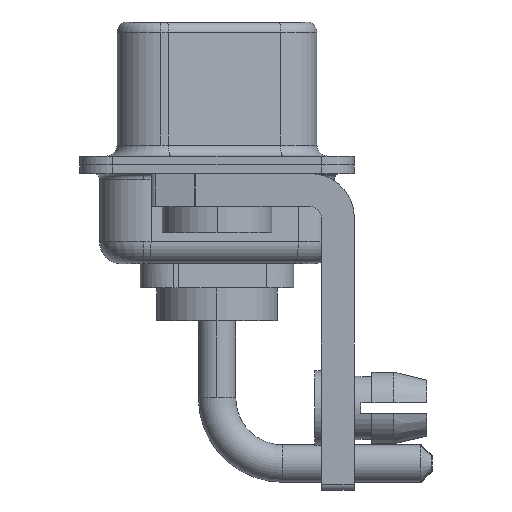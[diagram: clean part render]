
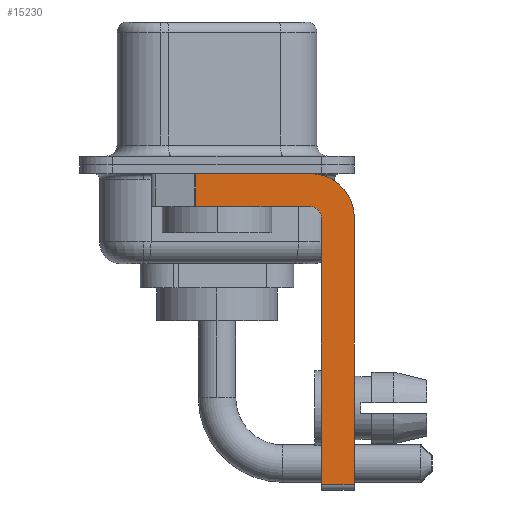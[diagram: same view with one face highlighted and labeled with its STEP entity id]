
A CAD part, left-side view. The second image highlights one B-rep face of the part: STEP entity #15230.
In plain terms, the highlighted planar face has unit normal (-1, 0, 0).
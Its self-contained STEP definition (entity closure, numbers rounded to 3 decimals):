
#599 = CARTESIAN_POINT ( 'NONE',  ( -2.9, 0.978, -0.4 ) ) ;
#988 = EDGE_CURVE ( 'NONE', #9324, #9703, #15175, .T. ) ;
#1193 = CARTESIAN_POINT ( 'NONE',  ( -2.9, 3., -0.4 ) ) ;
#1384 = ORIENTED_EDGE ( 'NONE', *, *, #13337, .T. ) ;
#1527 = VECTOR ( 'NONE', #14202, 1000. ) ;
#1583 = VERTEX_POINT ( 'NONE', #7354 ) ;
#1613 = VECTOR ( 'NONE', #2556, 1000. ) ;
#1828 = EDGE_CURVE ( 'NONE', #1583, #9719, #9540, .T. ) ;
#2027 = AXIS2_PLACEMENT_3D ( 'NONE', #13264, #15856, #13015 ) ;
#2150 = AXIS2_PLACEMENT_3D ( 'NONE', #14009, #3564, #16749 ) ;
#2288 = ORIENTED_EDGE ( 'NONE', *, *, #7013, .F. ) ;
#2381 = LINE ( 'NONE', #7600, #1527 ) ;
#2556 = DIRECTION ( 'NONE',  ( 0., -1., 0. ) ) ;
#2685 = VERTEX_POINT ( 'NONE', #11046 ) ;
#3464 = LINE ( 'NONE', #11080, #4685 ) ;
#3564 = DIRECTION ( 'NONE',  ( -1., 0., 0. ) ) ;
#3947 = EDGE_LOOP ( 'NONE', ( #15811, #1384, #13463, #4032, #2288, #10343, #12233, #12175 ) ) ;
#4032 = ORIENTED_EDGE ( 'NONE', *, *, #9415, .F. ) ;
#4317 = EDGE_CURVE ( 'NONE', #5040, #2685, #6492, .T. ) ;
#4372 = CARTESIAN_POINT ( 'NONE',  ( -2.9, -4.25, -1.9 ) ) ;
#4567 = DIRECTION ( 'NONE',  ( 0., 0., -1. ) ) ;
#4591 = DIRECTION ( 'NONE',  ( 0., 0., -1. ) ) ;
#4685 = VECTOR ( 'NONE', #4567, 1000. ) ;
#5040 = VERTEX_POINT ( 'NONE', #599 ) ;
#5293 = EDGE_CURVE ( 'NONE', #8525, #9719, #2381, .T. ) ;
#5544 = DIRECTION ( 'NONE',  ( 0., 0., -1. ) ) ;
#6106 = AXIS2_PLACEMENT_3D ( 'NONE', #15826, #9636, #5544 ) ;
#6492 = LINE ( 'NONE', #1193, #1613 ) ;
#7013 = EDGE_CURVE ( 'NONE', #8525, #10639, #10316, .T. ) ;
#7354 = CARTESIAN_POINT ( 'NONE',  ( -2.9, -6.25, -2.4 ) ) ;
#7600 = CARTESIAN_POINT ( 'NONE',  ( -2.9, -4.25, -14.55 ) ) ;
#7693 = FACE_OUTER_BOUND ( 'NONE', #3947, .T. ) ;
#8264 = CARTESIAN_POINT ( 'NONE',  ( -2.9, -4.75, -14.55 ) ) ;
#8391 = CARTESIAN_POINT ( 'NONE',  ( -2.9, 0.978, -1.9 ) ) ;
#8525 = VERTEX_POINT ( 'NONE', #8264 ) ;
#9005 = VECTOR ( 'NONE', #13621, 1000. ) ;
#9324 = VERTEX_POINT ( 'NONE', #15210 ) ;
#9383 = CIRCLE ( 'NONE', #2027, 2. ) ;
#9415 = EDGE_CURVE ( 'NONE', #10639, #9324, #11712, .T. ) ;
#9540 = LINE ( 'NONE', #10838, #12038 ) ;
#9636 = DIRECTION ( 'NONE',  ( 1., 0., 0. ) ) ;
#9703 = VERTEX_POINT ( 'NONE', #8391 ) ;
#9719 = VERTEX_POINT ( 'NONE', #13619 ) ;
#10316 = LINE ( 'NONE', #11527, #15268 ) ;
#10343 = ORIENTED_EDGE ( 'NONE', *, *, #5293, .T. ) ;
#10639 = VERTEX_POINT ( 'NONE', #16076 ) ;
#10838 = CARTESIAN_POINT ( 'NONE',  ( -2.9, -6.25, -2.4 ) ) ;
#11046 = CARTESIAN_POINT ( 'NONE',  ( -2.9, -4.25, -0.4 ) ) ;
#11080 = CARTESIAN_POINT ( 'NONE',  ( -2.9, 0.978, -1.9 ) ) ;
#11527 = CARTESIAN_POINT ( 'NONE',  ( -2.9, -4.75, -14.8 ) ) ;
#11712 = CIRCLE ( 'NONE', #2150, 0.5 ) ;
#12038 = VECTOR ( 'NONE', #4591, 1000. ) ;
#12175 = ORIENTED_EDGE ( 'NONE', *, *, #16183, .F. ) ;
#12233 = ORIENTED_EDGE ( 'NONE', *, *, #1828, .F. ) ;
#12915 = PLANE ( 'NONE',  #6106 ) ;
#13015 = DIRECTION ( 'NONE',  ( 0., 0., -1. ) ) ;
#13264 = CARTESIAN_POINT ( 'NONE',  ( -2.9, -4.25, -2.4 ) ) ;
#13337 = EDGE_CURVE ( 'NONE', #5040, #9703, #3464, .T. ) ;
#13463 = ORIENTED_EDGE ( 'NONE', *, *, #988, .F. ) ;
#13619 = CARTESIAN_POINT ( 'NONE',  ( -2.9, -6.25, -14.55 ) ) ;
#13621 = DIRECTION ( 'NONE',  ( 0., 1., 0. ) ) ;
#14009 = CARTESIAN_POINT ( 'NONE',  ( -2.9, -4.25, -2.4 ) ) ;
#14202 = DIRECTION ( 'NONE',  ( 0., -1., 0. ) ) ;
#15175 = LINE ( 'NONE', #4372, #9005 ) ;
#15210 = CARTESIAN_POINT ( 'NONE',  ( -2.9, -4.25, -1.9 ) ) ;
#15230 = ADVANCED_FACE ( 'NONE', ( #7693 ), #12915, .F. ) ;
#15268 = VECTOR ( 'NONE', #15643, 1000. ) ;
#15643 = DIRECTION ( 'NONE',  ( 0., 0., 1. ) ) ;
#15811 = ORIENTED_EDGE ( 'NONE', *, *, #4317, .F. ) ;
#15826 = CARTESIAN_POINT ( 'NONE',  ( -2.9, -4.25, -2.4 ) ) ;
#15856 = DIRECTION ( 'NONE',  ( 1., 0., 0. ) ) ;
#16076 = CARTESIAN_POINT ( 'NONE',  ( -2.9, -4.75, -2.4 ) ) ;
#16183 = EDGE_CURVE ( 'NONE', #2685, #1583, #9383, .T. ) ;
#16749 = DIRECTION ( 'NONE',  ( 0., 0., 1. ) ) ;
